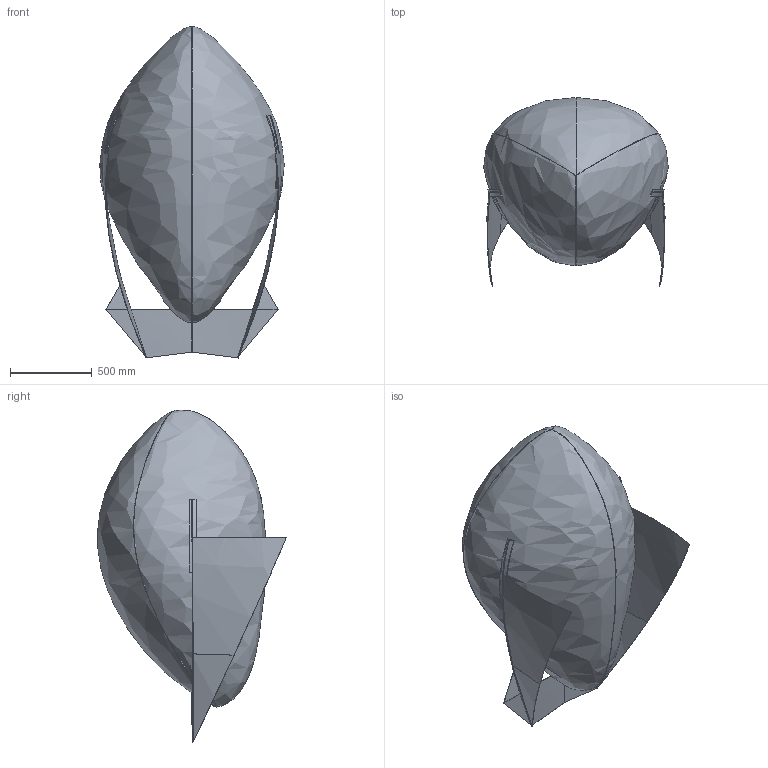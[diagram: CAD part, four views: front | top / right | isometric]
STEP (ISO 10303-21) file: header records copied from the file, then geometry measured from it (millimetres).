
FILE_DESCRIPTION(/* description */ (''),/* implementation_level */ '2;1');
FILE_NAME(/* name */ '72" current design v3.step',/* time_stamp */ '2021-04-07T13:21:23-07:00',/* author */ (''),/* organization */ (''),/* preprocessor_version */ 'ST-DEVELOPER v18',/* originating_system */ 'Autodesk Translation Framework v8.9.1.1155',/* authorisation */ '');
FILE_SCHEMA (('AUTOMOTIVE_DESIGN { 1 0 10303 214 3 1 1 }'));
Length unit declared in the file: inch
Products named in the file (3): 72" current design; 7.8 degree envelope illustrations; as designed fins
Assembly tree (2 placements, depth 3):
  72" current design
    7.8 degree envelope illustrations
      as designed fins
Bounding box: 1126.26 x 1152.75 x 2026.51 mm (x, y, z)
Volume: 917361203.1 mm3; surface area: 11365026 mm2
Topology: 9 solids, 9 shells, 111 faces, 228 edges, 133 vertices
Faces by surface type: bspline 56, plane 55
Entity records: 17275 total; most frequent: CARTESIAN_POINT 15312, ORIENTED_EDGE 448, EDGE_CURVE 224, DIRECTION 211, B_SPLINE_CURVE_WITH_KNOTS 141, VERTEX_POINT 133, EDGE_LOOP 117, FACE_OUTER_BOUND 111
